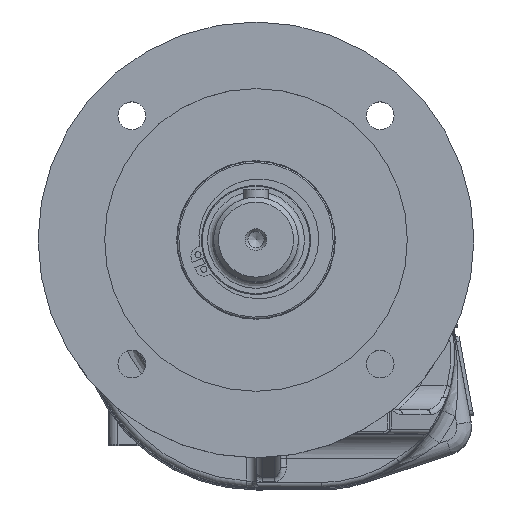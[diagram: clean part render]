
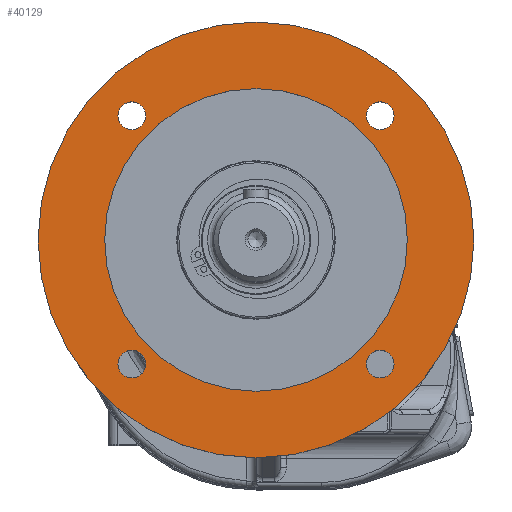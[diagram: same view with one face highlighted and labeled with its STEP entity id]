
A CAD part, top view. The second image highlights one B-rep face of the part: STEP entity #40129.
In plain terms, the highlighted planar face has unit normal (0, 0, 1).
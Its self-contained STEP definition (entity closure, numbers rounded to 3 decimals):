
#40054=CARTESIAN_POINT('',(0.,78.08,200.4));
#40055=VERTEX_POINT('',#40054);
#40056=CARTESIAN_POINT('',(0.,15.58,200.4));
#40057=DIRECTION('',(0.0,0.0,-1.0));
#40058=DIRECTION('',(0.0,1.0,0.0));
#40059=AXIS2_PLACEMENT_3D('',#40056,#40057,#40058);
#40060=CIRCLE('',#40059,62.5);
#40061=EDGE_CURVE('',#40055,#40055,#40060,.T.);
#40066=CARTESIAN_POINT('',(0.,91.83,200.4));
#40067=DIRECTION('',(0.0,0.0,-1.0));
#40068=DIRECTION('',(0.0,-1.0,0.0));
#40069=AXIS2_PLACEMENT_3D('',#40066,#40067,#40068);
#40070=PLANE('',#40069);
#40071=CARTESIAN_POINT('',(0.,105.58,200.4));
#40072=VERTEX_POINT('',#40071);
#40073=CARTESIAN_POINT('',(0.,15.58,200.4));
#40074=DIRECTION('',(0.0,0.0,-1.0));
#40075=DIRECTION('',(0.0,1.0,0.0));
#40076=AXIS2_PLACEMENT_3D('',#40073,#40074,#40075);
#40077=CIRCLE('',#40076,90.);
#40078=EDGE_CURVE('',#40072,#40072,#40077,.T.);
#40079=ORIENTED_EDGE('',*,*,#40078,.F.);
#40080=EDGE_LOOP('',(#40079));
#40081=FACE_OUTER_BOUND('',#40080,.T.);
#40082=CARTESIAN_POINT('',(51.265,-41.435,200.4));
#40083=VERTEX_POINT('',#40082);
#40084=CARTESIAN_POINT('',(51.265,-35.685,200.4));
#40085=DIRECTION('',(0.0,0.0,-1.0));
#40086=DIRECTION('',(0.0,1.0,0.0));
#40087=AXIS2_PLACEMENT_3D('',#40084,#40085,#40086);
#40088=CIRCLE('',#40087,5.75);
#40089=EDGE_CURVE('',#40083,#40083,#40088,.T.);
#40090=ORIENTED_EDGE('',*,*,#40089,.T.);
#40091=EDGE_LOOP('',(#40090));
#40092=FACE_BOUND('',#40091,.T.);
#40093=CARTESIAN_POINT('',(51.265,61.095,200.4));
#40094=VERTEX_POINT('',#40093);
#40095=CARTESIAN_POINT('',(51.265,66.845,200.4));
#40096=DIRECTION('',(0.0,0.0,-1.0));
#40097=DIRECTION('',(0.0,1.0,0.0));
#40098=AXIS2_PLACEMENT_3D('',#40095,#40096,#40097);
#40099=CIRCLE('',#40098,5.75);
#40100=EDGE_CURVE('',#40094,#40094,#40099,.T.);
#40101=ORIENTED_EDGE('',*,*,#40100,.T.);
#40102=EDGE_LOOP('',(#40101));
#40103=FACE_BOUND('',#40102,.T.);
#40104=CARTESIAN_POINT('',(-51.265,-41.435,200.4));
#40105=VERTEX_POINT('',#40104);
#40106=CARTESIAN_POINT('',(-51.265,-35.685,200.4));
#40107=DIRECTION('',(0.0,0.0,-1.0));
#40108=DIRECTION('',(0.0,1.0,0.0));
#40109=AXIS2_PLACEMENT_3D('',#40106,#40107,#40108);
#40110=CIRCLE('',#40109,5.75);
#40111=EDGE_CURVE('',#40105,#40105,#40110,.T.);
#40112=ORIENTED_EDGE('',*,*,#40111,.T.);
#40113=EDGE_LOOP('',(#40112));
#40114=FACE_BOUND('',#40113,.T.);
#40115=CARTESIAN_POINT('',(-51.265,61.095,200.4));
#40116=VERTEX_POINT('',#40115);
#40117=CARTESIAN_POINT('',(-51.265,66.845,200.4));
#40118=DIRECTION('',(0.0,0.0,-1.0));
#40119=DIRECTION('',(0.0,1.0,0.0));
#40120=AXIS2_PLACEMENT_3D('',#40117,#40118,#40119);
#40121=CIRCLE('',#40120,5.75);
#40122=EDGE_CURVE('',#40116,#40116,#40121,.T.);
#40123=ORIENTED_EDGE('',*,*,#40122,.T.);
#40124=EDGE_LOOP('',(#40123));
#40125=FACE_BOUND('',#40124,.T.);
#40126=ORIENTED_EDGE('',*,*,#40061,.T.);
#40127=EDGE_LOOP('',(#40126));
#40128=FACE_BOUND('',#40127,.T.);
#40129=ADVANCED_FACE('',(#40081,#40092,#40103,#40114,#40125,#40128),#40070,.F.);
